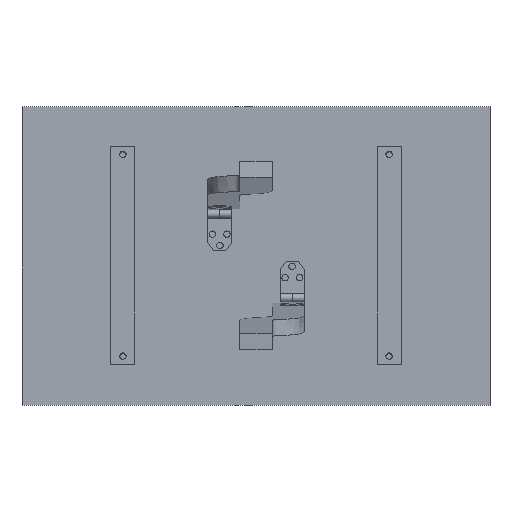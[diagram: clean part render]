
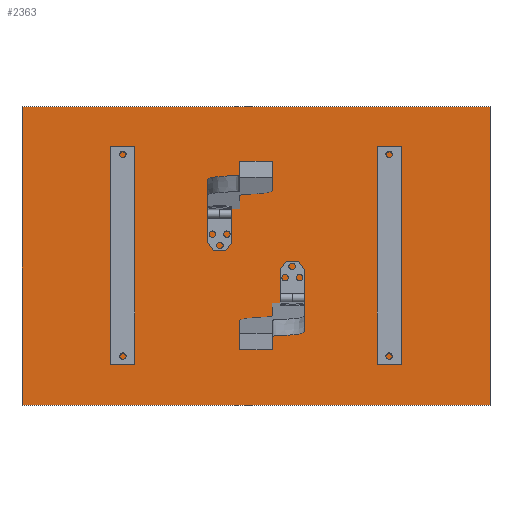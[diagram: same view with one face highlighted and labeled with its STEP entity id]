
A CAD part, top view. The second image highlights one B-rep face of the part: STEP entity #2363.
In plain terms, the highlighted planar face has unit normal (0, 0, 1).
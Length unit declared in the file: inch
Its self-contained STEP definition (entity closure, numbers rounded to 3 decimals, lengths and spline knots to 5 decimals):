
#301=FACE_OUTER_BOUND('',#437,.T.);
#437=EDGE_LOOP('',(#1809,#1810,#1811,#1812));
#609=LINE('',#3893,#843);
#613=LINE('',#3901,#847);
#616=LINE('',#3907,#850);
#619=LINE('',#3912,#853);
#843=VECTOR('',#2986,0.3937);
#847=VECTOR('',#2992,0.3937);
#850=VECTOR('',#2997,0.3937);
#853=VECTOR('',#3002,0.3937);
#1077=VERTEX_POINT('',#3891);
#1078=VERTEX_POINT('',#3892);
#1081=VERTEX_POINT('',#3900);
#1083=VERTEX_POINT('',#3906);
#1343=EDGE_CURVE('',#1077,#1078,#609,.T.);
#1347=EDGE_CURVE('',#1081,#1077,#613,.T.);
#1350=EDGE_CURVE('',#1083,#1081,#616,.T.);
#1353=EDGE_CURVE('',#1078,#1083,#619,.T.);
#1809=ORIENTED_EDGE('',*,*,#1353,.F.);
#1810=ORIENTED_EDGE('',*,*,#1343,.F.);
#1811=ORIENTED_EDGE('',*,*,#1347,.F.);
#1812=ORIENTED_EDGE('',*,*,#1350,.F.);
#2270=PLANE('',#2604);
#2363=ADVANCED_FACE('',(#301),#2270,.T.);
#2604=AXIS2_PLACEMENT_3D('',#3914,#3004,#3005);
#2986=DIRECTION('',(0.,1.,0.));
#2992=DIRECTION('',(-1.,0.,0.));
#2997=DIRECTION('',(0.,-1.,0.));
#3002=DIRECTION('',(1.,0.,0.));
#3004=DIRECTION('center_axis',(0.,0.,1.));
#3005=DIRECTION('ref_axis',(1.,0.,0.));
#3891=CARTESIAN_POINT('',(-7.25,-4.625,0.));
#3892=CARTESIAN_POINT('',(-7.25,4.625,0.));
#3893=CARTESIAN_POINT('',(-7.25,-4.625,0.));
#3900=CARTESIAN_POINT('',(7.25,-4.625,0.));
#3901=CARTESIAN_POINT('',(7.25,-4.625,0.));
#3906=CARTESIAN_POINT('',(7.25,4.625,0.));
#3907=CARTESIAN_POINT('',(7.25,4.625,0.));
#3912=CARTESIAN_POINT('',(-7.25,4.625,0.));
#3914=CARTESIAN_POINT('Origin',(0.,0.,0.));
